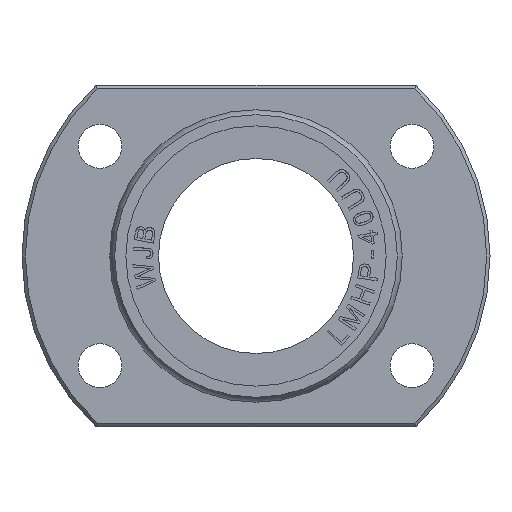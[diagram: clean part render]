
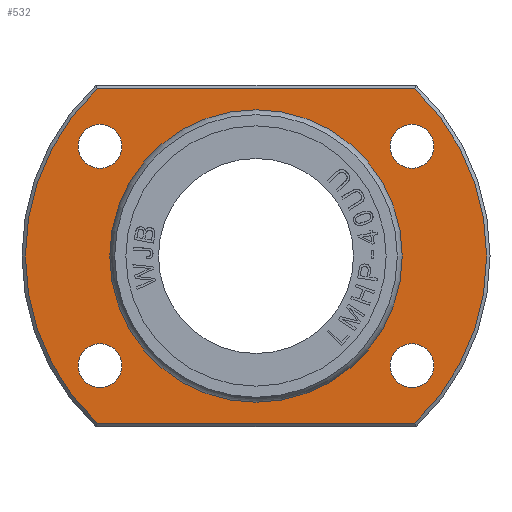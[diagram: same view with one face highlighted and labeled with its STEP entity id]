
A CAD part, left-side view. The second image highlights one B-rep face of the part: STEP entity #532.
In plain terms, the highlighted planar face has unit normal (-1, 0, 0).
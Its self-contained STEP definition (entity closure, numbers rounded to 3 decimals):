
#532=ADVANCED_FACE('',(#1317,#1318,#1319,#1320,#1321,#1322),#921,.T.);
#921=PLANE('',#6982);
#1210=CIRCLE('',#6975,4.5);
#1211=CIRCLE('',#6976,4.5);
#1212=CIRCLE('',#6977,29.668);
#1213=CIRCLE('',#6978,47.3);
#1214=CIRCLE('',#6979,47.3);
#1215=CIRCLE('',#6980,4.5);
#1216=CIRCLE('',#6981,4.5);
#1317=FACE_BOUND('',#1442,.T.);
#1318=FACE_BOUND('',#1443,.T.);
#1319=FACE_BOUND('',#1444,.T.);
#1320=FACE_BOUND('',#1445,.T.);
#1321=FACE_BOUND('',#1446,.T.);
#1322=FACE_BOUND('',#1447,.T.);
#1442=EDGE_LOOP('',(#2568));
#1443=EDGE_LOOP('',(#2569));
#1444=EDGE_LOOP('',(#2570));
#1445=EDGE_LOOP('',(#2571,#2572,#2573,#2574));
#1446=EDGE_LOOP('',(#2575));
#1447=EDGE_LOOP('',(#2576));
#1942=B_SPLINE_CURVE_WITH_KNOTS('',3,(#10081,#10082,#10083,#10084),.UNSPECIFIED.,
 .F.,.F.,(4,4),(0.,1.),.UNSPECIFIED.);
#1943=B_SPLINE_CURVE_WITH_KNOTS('',3,(#10088,#10089,#10090,#10091),.UNSPECIFIED.,
 .F.,.F.,(4,4),(0.,1.),.UNSPECIFIED.);
#2568=ORIENTED_EDGE('',*,*,#5130,.T.);
#2569=ORIENTED_EDGE('',*,*,#5131,.T.);
#2570=ORIENTED_EDGE('',*,*,#5132,.F.);
#2571=ORIENTED_EDGE('',*,*,#5133,.F.);
#2572=ORIENTED_EDGE('',*,*,#5134,.F.);
#2573=ORIENTED_EDGE('',*,*,#5135,.F.);
#2574=ORIENTED_EDGE('',*,*,#5136,.F.);
#2575=ORIENTED_EDGE('',*,*,#5137,.T.);
#2576=ORIENTED_EDGE('',*,*,#5138,.T.);
#4484=VERTEX_POINT('',#10073);
#4485=VERTEX_POINT('',#10075);
#4486=VERTEX_POINT('',#10077);
#4487=VERTEX_POINT('',#10079);
#4488=VERTEX_POINT('',#10080);
#4489=VERTEX_POINT('',#10085);
#4490=VERTEX_POINT('',#10087);
#4491=VERTEX_POINT('',#10093);
#4492=VERTEX_POINT('',#10095);
#5130=EDGE_CURVE('',#4484,#4484,#1210,.T.);
#5131=EDGE_CURVE('',#4485,#4485,#1211,.T.);
#5132=EDGE_CURVE('',#4486,#4486,#1212,.T.);
#5133=EDGE_CURVE('',#4487,#4488,#1213,.T.);
#5134=EDGE_CURVE('',#4489,#4487,#1942,.T.);
#5135=EDGE_CURVE('',#4490,#4489,#1214,.T.);
#5136=EDGE_CURVE('',#4488,#4490,#1943,.T.);
#5137=EDGE_CURVE('',#4491,#4491,#1215,.T.);
#5138=EDGE_CURVE('',#4492,#4492,#1216,.T.);
#6975=AXIS2_PLACEMENT_3D('',#10072,#7588,#7589);
#6976=AXIS2_PLACEMENT_3D('',#10074,#7590,#7591);
#6977=AXIS2_PLACEMENT_3D('',#10076,#7592,#7593);
#6978=AXIS2_PLACEMENT_3D('',#10078,#7594,#7595);
#6979=AXIS2_PLACEMENT_3D('',#10086,#7596,#7597);
#6980=AXIS2_PLACEMENT_3D('',#10092,#7598,#7599);
#6981=AXIS2_PLACEMENT_3D('',#10094,#7600,#7601);
#6982=AXIS2_PLACEMENT_3D('',#10096,#7602,#7603);
#7588=DIRECTION('',(1.,0.,0.));
#7589=DIRECTION('',(0.,0.,1.));
#7590=DIRECTION('',(1.,0.,0.));
#7591=DIRECTION('',(0.,0.,1.));
#7592=DIRECTION('',(-1.,0.,0.));
#7593=DIRECTION('',(0.,0.,1.));
#7594=DIRECTION('',(1.,0.,0.));
#7595=DIRECTION('',(0.,0.,-1.));
#7596=DIRECTION('',(1.,0.,0.));
#7597=DIRECTION('',(0.,0.,-1.));
#7598=DIRECTION('',(1.,0.,0.));
#7599=DIRECTION('',(0.,0.,1.));
#7600=DIRECTION('',(1.,0.,0.));
#7601=DIRECTION('',(0.,0.,1.));
#7602=DIRECTION('',(-1.,0.,0.));
#7603=DIRECTION('',(0.,0.,1.));
#10072=CARTESIAN_POINT('',(13.,-32.,-22.5));
#10073=CARTESIAN_POINT('',(13.,-32.,-18.));
#10074=CARTESIAN_POINT('',(13.,32.,22.5));
#10075=CARTESIAN_POINT('',(13.,32.,27.));
#10076=CARTESIAN_POINT('',(13.,0.,0.));
#10077=CARTESIAN_POINT('',(13.,0.,29.668));
#10078=CARTESIAN_POINT('',(13.,0.,0.));
#10079=CARTESIAN_POINT('',(13.,32.57,-34.3));
#10080=CARTESIAN_POINT('',(13.,32.57,34.3));
#10081=CARTESIAN_POINT('',(13.,-32.57,-34.3));
#10082=CARTESIAN_POINT('',(13.,-10.857,-34.3));
#10083=CARTESIAN_POINT('',(13.,10.857,-34.3));
#10084=CARTESIAN_POINT('',(13.,32.57,-34.3));
#10085=CARTESIAN_POINT('',(13.,-32.57,-34.3));
#10086=CARTESIAN_POINT('',(13.,0.,0.));
#10087=CARTESIAN_POINT('',(13.,-32.57,34.3));
#10088=CARTESIAN_POINT('',(13.,32.57,34.3));
#10089=CARTESIAN_POINT('',(13.,10.857,34.3));
#10090=CARTESIAN_POINT('',(13.,-10.857,34.3));
#10091=CARTESIAN_POINT('',(13.,-32.57,34.3));
#10092=CARTESIAN_POINT('',(13.,-32.,22.5));
#10093=CARTESIAN_POINT('',(13.,-32.,27.));
#10094=CARTESIAN_POINT('',(13.,32.,-22.5));
#10095=CARTESIAN_POINT('',(13.,32.,-18.));
#10096=CARTESIAN_POINT('',(13.,0.,38.834));
